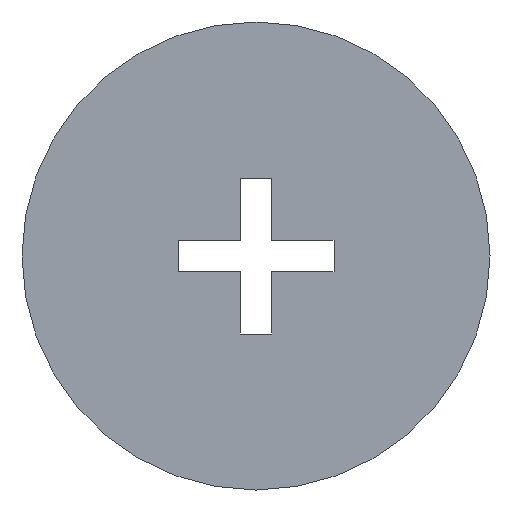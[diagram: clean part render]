
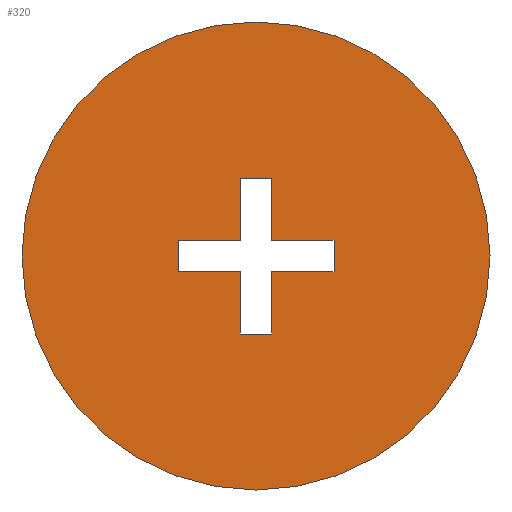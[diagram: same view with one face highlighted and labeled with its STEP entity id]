
A CAD part, front view. The second image highlights one B-rep face of the part: STEP entity #320.
In plain terms, the highlighted planar face has unit normal (0, -1, 0).
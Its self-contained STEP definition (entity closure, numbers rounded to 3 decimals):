
#16=FACE_BOUND('',#139,.T.);
#30=PLANE('',#356);
#44=LINE('',#483,#81);
#47=LINE('',#488,#84);
#49=LINE('',#492,#86);
#51=LINE('',#496,#88);
#53=LINE('',#500,#90);
#55=LINE('',#504,#92);
#57=LINE('',#508,#94);
#59=LINE('',#512,#96);
#61=LINE('',#516,#98);
#63=LINE('',#520,#100);
#65=LINE('',#524,#102);
#67=LINE('',#527,#104);
#81=VECTOR('',#392,10.);
#84=VECTOR('',#397,10.);
#86=VECTOR('',#401,10.);
#88=VECTOR('',#405,10.);
#90=VECTOR('',#409,10.);
#92=VECTOR('',#413,10.);
#94=VECTOR('',#417,10.);
#96=VECTOR('',#421,10.);
#98=VECTOR('',#425,10.);
#100=VECTOR('',#429,10.);
#102=VECTOR('',#433,10.);
#104=VECTOR('',#437,10.);
#121=FACE_OUTER_BOUND('',#138,.T.);
#138=EDGE_LOOP('',(#291));
#139=EDGE_LOOP('',(#292,#293,#294,#295,#296,#297,#298,#299,#300,#301,#302,
#303));
#145=CIRCLE('',#342,300.);
#150=VERTEX_POINT('',#452);
#163=VERTEX_POINT('',#481);
#164=VERTEX_POINT('',#482);
#165=VERTEX_POINT('',#487);
#166=VERTEX_POINT('',#491);
#167=VERTEX_POINT('',#495);
#168=VERTEX_POINT('',#499);
#169=VERTEX_POINT('',#503);
#170=VERTEX_POINT('',#507);
#171=VERTEX_POINT('',#511);
#172=VERTEX_POINT('',#515);
#173=VERTEX_POINT('',#519);
#174=VERTEX_POINT('',#523);
#181=EDGE_CURVE('',#150,#150,#145,.T.);
#194=EDGE_CURVE('',#163,#164,#44,.T.);
#197=EDGE_CURVE('',#165,#163,#47,.T.);
#199=EDGE_CURVE('',#166,#165,#49,.T.);
#201=EDGE_CURVE('',#167,#166,#51,.T.);
#203=EDGE_CURVE('',#168,#167,#53,.T.);
#205=EDGE_CURVE('',#169,#168,#55,.T.);
#207=EDGE_CURVE('',#170,#169,#57,.T.);
#209=EDGE_CURVE('',#171,#170,#59,.T.);
#211=EDGE_CURVE('',#172,#171,#61,.T.);
#213=EDGE_CURVE('',#173,#172,#63,.T.);
#215=EDGE_CURVE('',#174,#173,#65,.T.);
#217=EDGE_CURVE('',#164,#174,#67,.T.);
#291=ORIENTED_EDGE('',*,*,#181,.F.);
#292=ORIENTED_EDGE('',*,*,#217,.F.);
#293=ORIENTED_EDGE('',*,*,#194,.F.);
#294=ORIENTED_EDGE('',*,*,#197,.F.);
#295=ORIENTED_EDGE('',*,*,#199,.F.);
#296=ORIENTED_EDGE('',*,*,#201,.F.);
#297=ORIENTED_EDGE('',*,*,#203,.F.);
#298=ORIENTED_EDGE('',*,*,#205,.F.);
#299=ORIENTED_EDGE('',*,*,#207,.F.);
#300=ORIENTED_EDGE('',*,*,#209,.F.);
#301=ORIENTED_EDGE('',*,*,#211,.F.);
#302=ORIENTED_EDGE('',*,*,#213,.F.);
#303=ORIENTED_EDGE('',*,*,#215,.F.);
#320=ADVANCED_FACE('',(#121,#16),#30,.F.);
#342=AXIS2_PLACEMENT_3D('',#454,#374,#375);
#356=AXIS2_PLACEMENT_3D('',#528,#438,#439);
#374=DIRECTION('center_axis',(0.,1.,0.));
#375=DIRECTION('ref_axis',(1.,0.,0.));
#392=DIRECTION('',(-1.,0.,0.));
#397=DIRECTION('',(0.,0.,-1.));
#401=DIRECTION('',(-1.,0.,0.));
#405=DIRECTION('',(0.,0.,1.));
#409=DIRECTION('',(-1.,0.,0.));
#413=DIRECTION('',(0.,0.,1.));
#417=DIRECTION('',(1.,0.,0.));
#421=DIRECTION('',(0.,0.,1.));
#425=DIRECTION('',(1.,0.,0.));
#429=DIRECTION('',(0.,0.,-1.));
#433=DIRECTION('',(1.,0.,0.));
#437=DIRECTION('',(0.,0.,-1.));
#438=DIRECTION('center_axis',(0.,1.,0.));
#439=DIRECTION('ref_axis',(1.,0.,0.));
#452=CARTESIAN_POINT('',(-300.,0.,0.));
#454=CARTESIAN_POINT('Origin',(0.,0.,0.));
#481=CARTESIAN_POINT('',(-20.,0.,20.));
#482=CARTESIAN_POINT('',(-100.,0.,20.));
#483=CARTESIAN_POINT('',(-100.,0.,20.));
#487=CARTESIAN_POINT('',(-20.,0.,100.));
#488=CARTESIAN_POINT('',(-20.,0.,20.));
#491=CARTESIAN_POINT('',(20.,0.,100.));
#492=CARTESIAN_POINT('',(-20.,0.,100.));
#495=CARTESIAN_POINT('',(20.,0.,20.));
#496=CARTESIAN_POINT('',(20.,0.,100.));
#499=CARTESIAN_POINT('',(100.,0.,20.));
#500=CARTESIAN_POINT('',(20.,0.,20.));
#503=CARTESIAN_POINT('',(100.,0.,-20.));
#504=CARTESIAN_POINT('',(100.,0.,20.));
#507=CARTESIAN_POINT('',(20.,0.,-20.));
#508=CARTESIAN_POINT('',(20.,0.,-20.));
#511=CARTESIAN_POINT('',(20.,0.,-100.));
#512=CARTESIAN_POINT('',(20.,0.,-100.));
#515=CARTESIAN_POINT('',(-20.,0.,-100.));
#516=CARTESIAN_POINT('',(-20.,0.,-100.));
#519=CARTESIAN_POINT('',(-20.,0.,-20.));
#520=CARTESIAN_POINT('',(-20.,0.,-20.));
#523=CARTESIAN_POINT('',(-100.,0.,-20.));
#524=CARTESIAN_POINT('',(-100.,0.,-20.));
#527=CARTESIAN_POINT('',(-100.,0.,0.));
#528=CARTESIAN_POINT('Origin',(0.,0.,0.));
